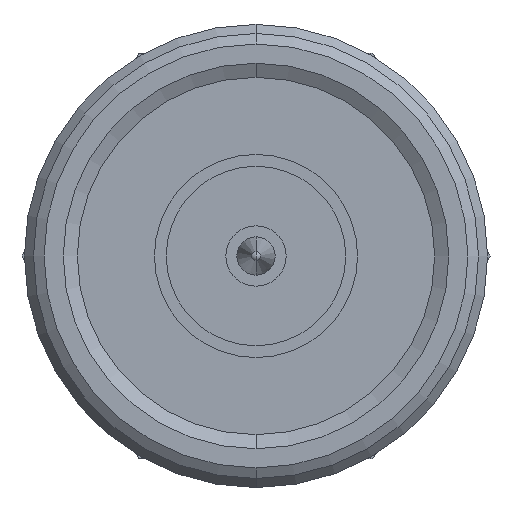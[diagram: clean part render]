
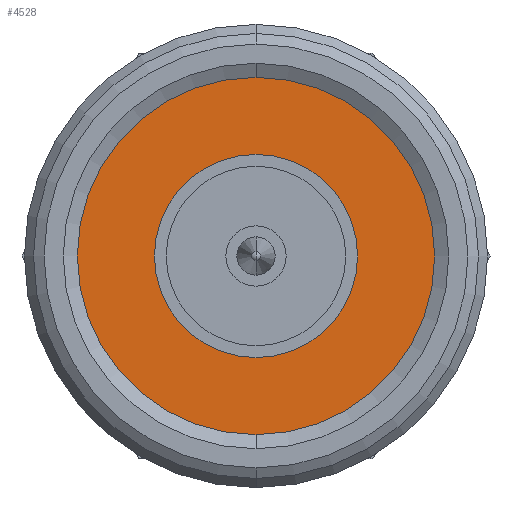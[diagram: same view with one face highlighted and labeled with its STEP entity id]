
A CAD part, left-side view. The second image highlights one B-rep face of the part: STEP entity #4528.
In plain terms, the highlighted face is planar.
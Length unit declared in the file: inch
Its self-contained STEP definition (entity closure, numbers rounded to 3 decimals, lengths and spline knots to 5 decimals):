
#1277 = DIRECTION ( 'NONE',  ( 0., 0., -1. ) ) ;
#1627 = ORIENTED_EDGE ( 'NONE', *, *, #11031, .F. ) ;
#1898 = DIRECTION ( 'NONE',  ( -1., 0., 0. ) ) ;
#1934 = CARTESIAN_POINT ( 'NONE',  ( 0.0218, 0., 0.35915 ) ) ;
#1953 = VERTEX_POINT ( 'NONE', #1934 ) ;
#1987 = DIRECTION ( 'NONE',  ( 0., 0., 1. ) ) ;
#2320 = CARTESIAN_POINT ( 'NONE',  ( 0.0218, 0., 0.17268 ) ) ;
#2523 = VERTEX_POINT ( 'NONE', #6506 ) ;
#3174 = EDGE_LOOP ( 'NONE', ( #1627, #15691 ) ) ;
#3969 = CARTESIAN_POINT ( 'NONE',  ( 0.0218, 0., -0.35915 ) ) ;
#4528 = ADVANCED_FACE ( 'NONE', ( #13631, #8518 ), #12696, .T. ) ;
#6059 = VERTEX_POINT ( 'NONE', #3969 ) ;
#6403 = CARTESIAN_POINT ( 'NONE',  ( 0.0218, 0., 0. ) ) ;
#6506 = CARTESIAN_POINT ( 'NONE',  ( 0.0218, 0., -0.17268 ) ) ;
#6721 = CARTESIAN_POINT ( 'NONE',  ( 0.0218, 0., 0. ) ) ;
#7075 = DIRECTION ( 'NONE',  ( 0., 0., 1. ) ) ;
#7547 = AXIS2_PLACEMENT_3D ( 'NONE', #6721, #12391, #8155 ) ;
#7650 = AXIS2_PLACEMENT_3D ( 'NONE', #8531, #14121, #7075 ) ;
#8035 = AXIS2_PLACEMENT_3D ( 'NONE', #6403, #14876, #1987 ) ;
#8155 = DIRECTION ( 'NONE',  ( 0., 0., 1. ) ) ;
#8270 = ORIENTED_EDGE ( 'NONE', *, *, #8632, .T. ) ;
#8518 = FACE_OUTER_BOUND ( 'NONE', #3174, .T. ) ;
#8531 = CARTESIAN_POINT ( 'NONE',  ( 0.0218, 0., 0. ) ) ;
#8632 = EDGE_CURVE ( 'NONE', #10424, #2523, #10850, .T. ) ;
#9827 = CARTESIAN_POINT ( 'NONE',  ( 0.0218, 0., 0. ) ) ;
#10318 = CIRCLE ( 'NONE', #7547, 0.35915 ) ;
#10353 = DIRECTION ( 'NONE',  ( 0., 0., 1. ) ) ;
#10424 = VERTEX_POINT ( 'NONE', #2320 ) ;
#10574 = AXIS2_PLACEMENT_3D ( 'NONE', #13245, #1898, #10353 ) ;
#10850 = CIRCLE ( 'NONE', #10574, 0.17268 ) ;
#11031 = EDGE_CURVE ( 'NONE', #1953, #6059, #10318, .T. ) ;
#11392 = EDGE_CURVE ( 'NONE', #6059, #1953, #12534, .T. ) ;
#11541 = AXIS2_PLACEMENT_3D ( 'NONE', #9827, #12645, #1277 ) ;
#12391 = DIRECTION ( 'NONE',  ( -1., 0., 0. ) ) ;
#12534 = CIRCLE ( 'NONE', #8035, 0.35915 ) ;
#12645 = DIRECTION ( 'NONE',  ( 1., 0., 0. ) ) ;
#12696 = PLANE ( 'NONE',  #11541 ) ;
#13245 = CARTESIAN_POINT ( 'NONE',  ( 0.0218, 0., 0. ) ) ;
#13631 = FACE_BOUND ( 'NONE', #13715, .T. ) ;
#13715 = EDGE_LOOP ( 'NONE', ( #8270, #15518 ) ) ;
#14121 = DIRECTION ( 'NONE',  ( -1., 0., 0. ) ) ;
#14876 = DIRECTION ( 'NONE',  ( -1., 0., 0. ) ) ;
#15518 = ORIENTED_EDGE ( 'NONE', *, *, #18135, .T. ) ;
#15524 = CIRCLE ( 'NONE', #7650, 0.17268 ) ;
#15691 = ORIENTED_EDGE ( 'NONE', *, *, #11392, .F. ) ;
#18135 = EDGE_CURVE ( 'NONE', #2523, #10424, #15524, .T. ) ;
